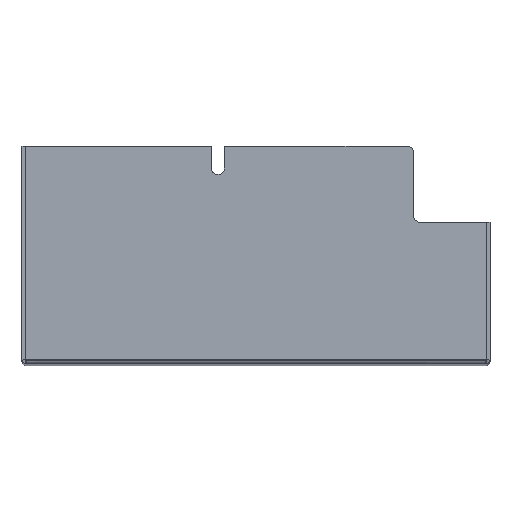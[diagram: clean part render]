
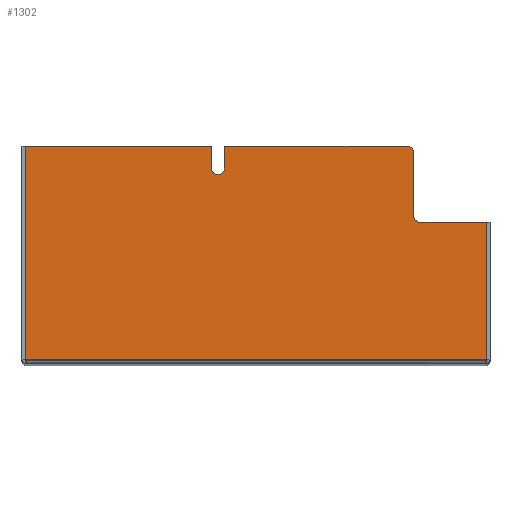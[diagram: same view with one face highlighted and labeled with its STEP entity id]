
A CAD part, top view. The second image highlights one B-rep face of the part: STEP entity #1302.
In plain terms, the highlighted planar face has unit normal (0, 0, 1).
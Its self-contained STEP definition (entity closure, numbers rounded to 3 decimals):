
#248=DIRECTION('',(1.,0.,0.));
#249=VECTOR('',#248,212.);
#250=CARTESIAN_POINT('',(-106.,-48.,252.));
#251=LINE('',#250,#249);
#256=CARTESIAN_POINT('',(69.5,47.,252.));
#257=DIRECTION('',(0.,0.,1.));
#258=DIRECTION('',(1.,0.,0.));
#259=AXIS2_PLACEMENT_3D('',#256,#257,#258);
#261=DIRECTION('',(0.,-1.,0.));
#262=VECTOR('',#261,29.);
#263=CARTESIAN_POINT('',(72.5,47.,252.));
#264=LINE('',#263,#262);
#265=DIRECTION('',(-1.,0.,0.));
#266=VECTOR('',#265,30.5);
#267=CARTESIAN_POINT('',(106.,15.,252.));
#268=LINE('',#267,#266);
#269=DIRECTION('',(0.,1.,0.));
#270=VECTOR('',#269,63.);
#271=CARTESIAN_POINT('',(106.,-48.,252.));
#272=LINE('',#271,#270);
#273=DIRECTION('',(0.,-1.,0.));
#274=VECTOR('',#273,98.);
#275=CARTESIAN_POINT('',(-106.,50.,252.));
#276=LINE('',#275,#274);
#277=DIRECTION('',(-1.,0.,0.));
#278=VECTOR('',#277,85.5);
#279=CARTESIAN_POINT('',(-20.5,50.,252.));
#280=LINE('',#279,#278);
#281=DIRECTION('',(0.,-1.,0.));
#282=VECTOR('',#281,10.);
#283=CARTESIAN_POINT('',(-20.5,50.,252.));
#284=LINE('',#283,#282);
#285=CARTESIAN_POINT('',(-17.5,40.,252.));
#286=DIRECTION('',(0.,0.,1.));
#287=DIRECTION('',(-1.,0.,0.));
#288=AXIS2_PLACEMENT_3D('',#285,#286,#287);
#290=DIRECTION('',(0.,-1.,0.));
#291=VECTOR('',#290,10.);
#292=CARTESIAN_POINT('',(-14.5,50.,252.));
#293=LINE('',#292,#291);
#294=DIRECTION('',(-1.,0.,0.));
#295=VECTOR('',#294,84.);
#296=CARTESIAN_POINT('',(69.5,50.,252.));
#297=LINE('',#296,#295);
#536=CARTESIAN_POINT('',(106.,-48.,252.));
#564=CARTESIAN_POINT('',(75.5,18.,252.));
#565=DIRECTION('',(0.,0.,-1.));
#566=DIRECTION('',(0.,-1.,0.));
#567=AXIS2_PLACEMENT_3D('',#564,#565,#566);
#722=VERTEX_POINT('',#536);
#723=CARTESIAN_POINT('',(-106.,50.,252.));
#724=CARTESIAN_POINT('',(-106.,-48.,252.));
#725=VERTEX_POINT('',#723);
#726=VERTEX_POINT('',#724);
#740=CARTESIAN_POINT('',(106.,15.,252.));
#741=VERTEX_POINT('',#740);
#756=CARTESIAN_POINT('',(-20.5,50.,252.));
#757=CARTESIAN_POINT('',(-20.5,40.,252.));
#758=VERTEX_POINT('',#756);
#759=VERTEX_POINT('',#757);
#760=CARTESIAN_POINT('',(-14.5,50.,252.));
#761=CARTESIAN_POINT('',(-14.5,40.,252.));
#762=VERTEX_POINT('',#760);
#763=VERTEX_POINT('',#761);
#816=CARTESIAN_POINT('',(75.5,15.,252.));
#818=VERTEX_POINT('',#816);
#820=CARTESIAN_POINT('',(72.5,18.,252.));
#822=VERTEX_POINT('',#820);
#832=CARTESIAN_POINT('',(72.5,47.,252.));
#833=CARTESIAN_POINT('',(69.5,50.,252.));
#834=VERTEX_POINT('',#832);
#835=VERTEX_POINT('',#833);
#1272=CARTESIAN_POINT('',(0.,0.,252.));
#1273=DIRECTION('',(0.,0.,1.));
#1274=DIRECTION('',(1.,0.,0.));
#1275=AXIS2_PLACEMENT_3D('',#1272,#1273,#1274);
#1276=PLANE('',#1275);
#1278=ORIENTED_EDGE('',*,*,#1277,.F.);
#1280=ORIENTED_EDGE('',*,*,#1279,.T.);
#1282=ORIENTED_EDGE('',*,*,#1281,.F.);
#1284=ORIENTED_EDGE('',*,*,#1283,.F.);
#1286=ORIENTED_EDGE('',*,*,#1285,.F.);
#1287=ORIENTED_EDGE('',*,*,#1262,.F.);
#1289=ORIENTED_EDGE('',*,*,#1288,.F.);
#1291=ORIENTED_EDGE('',*,*,#1290,.F.);
#1293=ORIENTED_EDGE('',*,*,#1292,.T.);
#1295=ORIENTED_EDGE('',*,*,#1294,.T.);
#1297=ORIENTED_EDGE('',*,*,#1296,.F.);
#1299=ORIENTED_EDGE('',*,*,#1298,.F.);
#1300=EDGE_LOOP('',(#1278,#1280,#1282,#1284,#1286,#1287,#1289,#1291,#1293,#1295,
#1297,#1299));
#1301=FACE_OUTER_BOUND('',#1300,.F.);
#1302=ADVANCED_FACE('',(#1301),#1276,.T.);
#260=CIRCLE('',#259,3.);
#289=CIRCLE('',#288,3.);
#568=CIRCLE('',#567,3.);
#1262=EDGE_CURVE('',#726,#722,#251,.T.);
#1277=EDGE_CURVE('',#834,#835,#260,.T.);
#1279=EDGE_CURVE('',#834,#822,#264,.T.);
#1281=EDGE_CURVE('',#818,#822,#568,.T.);
#1283=EDGE_CURVE('',#741,#818,#268,.T.);
#1285=EDGE_CURVE('',#722,#741,#272,.T.);
#1288=EDGE_CURVE('',#725,#726,#276,.T.);
#1290=EDGE_CURVE('',#758,#725,#280,.T.);
#1292=EDGE_CURVE('',#758,#759,#284,.T.);
#1294=EDGE_CURVE('',#759,#763,#289,.T.);
#1296=EDGE_CURVE('',#762,#763,#293,.T.);
#1298=EDGE_CURVE('',#835,#762,#297,.T.);
